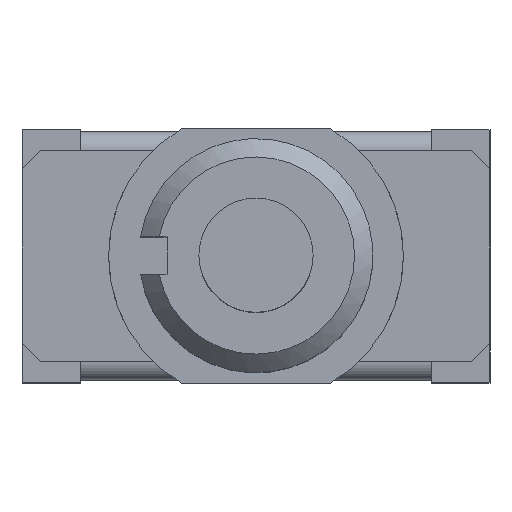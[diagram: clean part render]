
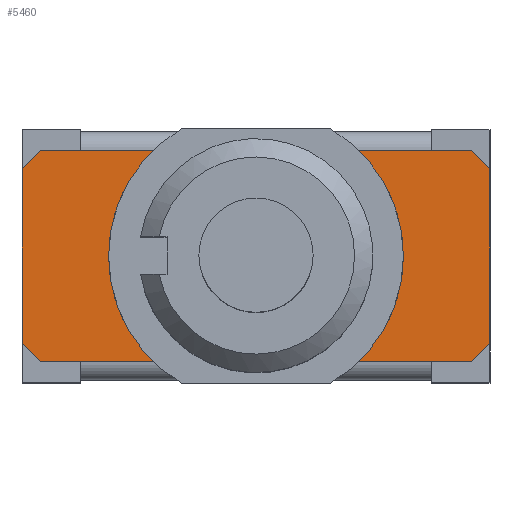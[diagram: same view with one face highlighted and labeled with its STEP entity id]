
A CAD part, top view. The second image highlights one B-rep face of the part: STEP entity #5460.
In plain terms, the highlighted planar face has unit normal (0, 0, 1).
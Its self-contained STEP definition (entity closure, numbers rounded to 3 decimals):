
#63=FACE_BOUND('',#864,.T.);
#309=PLANE('',#5770);
#545=FACE_OUTER_BOUND('',#863,.T.);
#863=EDGE_LOOP('',(#4279,#4280,#4281,#4282,#4283,#4284,#4285,#4286,#4287,
#4288,#4289,#4290));
#864=EDGE_LOOP('',(#4291,#4292,#4293,#4294,#4295,#4296,#4297,#4298));
#1287=LINE('',#8769,#1853);
#1291=LINE('',#8778,#1857);
#1293=LINE('',#8783,#1859);
#1298=LINE('',#8791,#1864);
#1299=LINE('',#8794,#1865);
#1302=LINE('',#8800,#1868);
#1305=LINE('',#8806,#1871);
#1310=LINE('',#8815,#1876);
#1311=LINE('',#8818,#1877);
#1314=LINE('',#8823,#1880);
#1316=LINE('',#8826,#1882);
#1317=LINE('',#8827,#1883);
#1318=LINE('',#8836,#1884);
#1319=LINE('',#8843,#1885);
#1853=VECTOR('',#6444,1000.);
#1857=VECTOR('',#6450,1000.);
#1859=VECTOR('',#6454,1000.);
#1864=VECTOR('',#6461,1000.);
#1865=VECTOR('',#6464,1000.);
#1868=VECTOR('',#6469,1000.);
#1871=VECTOR('',#6474,1000.);
#1876=VECTOR('',#6481,1000.);
#1877=VECTOR('',#6484,1000.);
#1880=VECTOR('',#6489,1000.);
#1882=VECTOR('',#6493,1000.);
#1883=VECTOR('',#6494,1000.);
#1884=VECTOR('',#6501,1000.);
#1885=VECTOR('',#6508,1000.);
#2221=CIRCLE('',#5771,0.45);
#2222=CIRCLE('',#5772,4.);
#2223=CIRCLE('',#5773,0.45);
#2224=CIRCLE('',#5774,0.45);
#2225=CIRCLE('',#5775,4.);
#2226=CIRCLE('',#5776,0.45);
#2325=VERTEX_POINT('',#7458);
#2546=VERTEX_POINT('',#8766);
#2547=VERTEX_POINT('',#8768);
#2550=VERTEX_POINT('',#8775);
#2551=VERTEX_POINT('',#8777);
#2552=VERTEX_POINT('',#8781);
#2553=VERTEX_POINT('',#8782);
#2556=VERTEX_POINT('',#8793);
#2558=VERTEX_POINT('',#8799);
#2560=VERTEX_POINT('',#8805);
#2563=VERTEX_POINT('',#8812);
#2564=VERTEX_POINT('',#8817);
#2566=VERTEX_POINT('',#8828);
#2567=VERTEX_POINT('',#8829);
#2568=VERTEX_POINT('',#8831);
#2569=VERTEX_POINT('',#8833);
#2570=VERTEX_POINT('',#8835);
#2571=VERTEX_POINT('',#8837);
#2572=VERTEX_POINT('',#8839);
#2573=VERTEX_POINT('',#8841);
#3168=EDGE_CURVE('',#2547,#2546,#1287,.T.);
#3172=EDGE_CURVE('',#2551,#2550,#1291,.T.);
#3174=EDGE_CURVE('',#2552,#2553,#1293,.T.);
#3179=EDGE_CURVE('',#2325,#2552,#1298,.T.);
#3180=EDGE_CURVE('',#2556,#2547,#1299,.T.);
#3183=EDGE_CURVE('',#2558,#2556,#1302,.T.);
#3186=EDGE_CURVE('',#2560,#2558,#1305,.T.);
#3191=EDGE_CURVE('',#2563,#2560,#1310,.T.);
#3192=EDGE_CURVE('',#2564,#2551,#1311,.T.);
#3195=EDGE_CURVE('',#2553,#2564,#1314,.T.);
#3197=EDGE_CURVE('',#2550,#2563,#1316,.T.);
#3198=EDGE_CURVE('',#2546,#2325,#1317,.T.);
#3199=EDGE_CURVE('',#2566,#2567,#2221,.T.);
#3200=EDGE_CURVE('',#2568,#2566,#2222,.T.);
#3201=EDGE_CURVE('',#2569,#2568,#2223,.T.);
#3202=EDGE_CURVE('',#2570,#2569,#1318,.T.);
#3203=EDGE_CURVE('',#2571,#2570,#2224,.T.);
#3204=EDGE_CURVE('',#2572,#2571,#2225,.T.);
#3205=EDGE_CURVE('',#2573,#2572,#2226,.T.);
#3206=EDGE_CURVE('',#2567,#2573,#1319,.T.);
#4279=ORIENTED_EDGE('',*,*,#3174,.T.);
#4280=ORIENTED_EDGE('',*,*,#3195,.T.);
#4281=ORIENTED_EDGE('',*,*,#3192,.T.);
#4282=ORIENTED_EDGE('',*,*,#3172,.T.);
#4283=ORIENTED_EDGE('',*,*,#3197,.T.);
#4284=ORIENTED_EDGE('',*,*,#3191,.T.);
#4285=ORIENTED_EDGE('',*,*,#3186,.T.);
#4286=ORIENTED_EDGE('',*,*,#3183,.T.);
#4287=ORIENTED_EDGE('',*,*,#3180,.T.);
#4288=ORIENTED_EDGE('',*,*,#3168,.T.);
#4289=ORIENTED_EDGE('',*,*,#3198,.T.);
#4290=ORIENTED_EDGE('',*,*,#3179,.T.);
#4291=ORIENTED_EDGE('',*,*,#3199,.F.);
#4292=ORIENTED_EDGE('',*,*,#3200,.F.);
#4293=ORIENTED_EDGE('',*,*,#3201,.F.);
#4294=ORIENTED_EDGE('',*,*,#3202,.F.);
#4295=ORIENTED_EDGE('',*,*,#3203,.F.);
#4296=ORIENTED_EDGE('',*,*,#3204,.F.);
#4297=ORIENTED_EDGE('',*,*,#3205,.F.);
#4298=ORIENTED_EDGE('',*,*,#3206,.F.);
#5460=ADVANCED_FACE('',(#545,#63),#309,.F.);
#5770=AXIS2_PLACEMENT_3D('',#8825,#6491,#6492);
#5771=AXIS2_PLACEMENT_3D('',#8830,#6495,#6496);
#5772=AXIS2_PLACEMENT_3D('',#8832,#6497,#6498);
#5773=AXIS2_PLACEMENT_3D('',#8834,#6499,#6500);
#5774=AXIS2_PLACEMENT_3D('',#8838,#6502,#6503);
#5775=AXIS2_PLACEMENT_3D('',#8840,#6504,#6505);
#5776=AXIS2_PLACEMENT_3D('',#8842,#6506,#6507);
#6444=DIRECTION('',(-1.,0.,0.));
#6450=DIRECTION('',(1.,0.,0.));
#6454=DIRECTION('',(-0.707,-0.707,0.));
#6461=DIRECTION('',(-1.,0.,0.));
#6464=DIRECTION('',(-0.707,0.707,0.));
#6469=DIRECTION('',(0.,1.,0.));
#6474=DIRECTION('',(0.707,0.707,0.));
#6481=DIRECTION('',(1.,0.,0.));
#6484=DIRECTION('',(0.707,-0.707,0.));
#6489=DIRECTION('',(0.,-1.,0.));
#6491=DIRECTION('center_axis',(0.,0.,
-1.));
#6492=DIRECTION('ref_axis',(0.,1.,0.));
#6493=DIRECTION('',(1.,0.,0.));
#6494=DIRECTION('',(-1.,0.,0.));
#6495=DIRECTION('center_axis',(0.,0.,
1.));
#6496=DIRECTION('ref_axis',(0.,-1.,0.));
#6497=DIRECTION('center_axis',(0.,0.,
1.));
#6498=DIRECTION('ref_axis',(0.,-1.,0.));
#6499=DIRECTION('center_axis',(0.,0.,
1.));
#6500=DIRECTION('ref_axis',(0.,-1.,0.));
#6501=DIRECTION('',(-1.,0.,0.));
#6502=DIRECTION('center_axis',(0.,0.,
1.));
#6503=DIRECTION('ref_axis',(0.,-1.,0.));
#6504=DIRECTION('center_axis',(0.,0.,
1.));
#6505=DIRECTION('ref_axis',(0.,-1.,0.));
#6506=DIRECTION('center_axis',(0.,0.,
1.));
#6507=DIRECTION('ref_axis',(0.,-1.,0.));
#6508=DIRECTION('',(1.,0.,0.));
#7458=CARTESIAN_POINT('',(-4.75,2.87,10.42));
#8766=CARTESIAN_POINT('',(4.75,2.87,10.42));
#8768=CARTESIAN_POINT('',(5.85,2.87,10.42));
#8769=CARTESIAN_POINT('',(5.85,2.87,10.42));
#8775=CARTESIAN_POINT('',(-4.75,-2.87,10.42));
#8777=CARTESIAN_POINT('',(-5.85,-2.87,10.42));
#8778=CARTESIAN_POINT('',(-5.85,-2.87,10.42));
#8781=CARTESIAN_POINT('',(-5.85,2.87,10.42));
#8782=CARTESIAN_POINT('',(-6.35,2.37,10.42));
#8783=CARTESIAN_POINT('',(-5.85,2.87,10.42));
#8791=CARTESIAN_POINT('',(5.85,2.87,10.42));
#8793=CARTESIAN_POINT('',(6.35,2.37,10.42));
#8794=CARTESIAN_POINT('',(6.35,2.37,10.42));
#8799=CARTESIAN_POINT('',(6.35,-2.37,10.42));
#8800=CARTESIAN_POINT('',(6.35,-2.37,10.42));
#8805=CARTESIAN_POINT('',(5.85,-2.87,10.42));
#8806=CARTESIAN_POINT('',(5.85,-2.87,10.42));
#8812=CARTESIAN_POINT('',(4.75,-2.87,10.42));
#8815=CARTESIAN_POINT('',(-5.85,-2.87,10.42));
#8817=CARTESIAN_POINT('',(-6.35,-2.37,10.42));
#8818=CARTESIAN_POINT('',(-5.85,-2.87,10.42));
#8823=CARTESIAN_POINT('',(-6.35,2.37,10.42));
#8825=CARTESIAN_POINT('Origin',(-8.72,0.,
10.42));
#8826=CARTESIAN_POINT('',(-4.75,-2.87,10.42));
#8827=CARTESIAN_POINT('',(4.75,2.87,10.42));
#8828=CARTESIAN_POINT('',(-3.599,-1.746,10.42));
#8829=CARTESIAN_POINT('',(-3.194,-2.,10.42));
#8830=CARTESIAN_POINT('Origin',(-3.194,-1.55,10.42));
#8831=CARTESIAN_POINT('',(-3.599,1.746,10.42));
#8832=CARTESIAN_POINT('Origin',(0.,0.,
10.42));
#8833=CARTESIAN_POINT('',(-3.194,2.,10.42));
#8834=CARTESIAN_POINT('Origin',(-3.194,1.55,10.42));
#8835=CARTESIAN_POINT('',(3.194,2.,10.42));
#8836=CARTESIAN_POINT('',(-3.194,2.,10.42));
#8837=CARTESIAN_POINT('',(3.599,1.746,10.42));
#8838=CARTESIAN_POINT('Origin',(3.194,1.55,10.42));
#8839=CARTESIAN_POINT('',(3.599,-1.746,10.42));
#8840=CARTESIAN_POINT('Origin',(0.,0.,
10.42));
#8841=CARTESIAN_POINT('',(3.194,-2.,10.42));
#8842=CARTESIAN_POINT('Origin',(3.194,-1.55,10.42));
#8843=CARTESIAN_POINT('',(-3.194,-2.,10.42));
